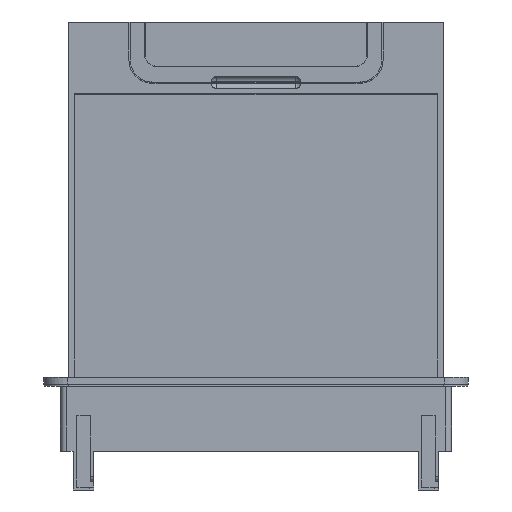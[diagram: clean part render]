
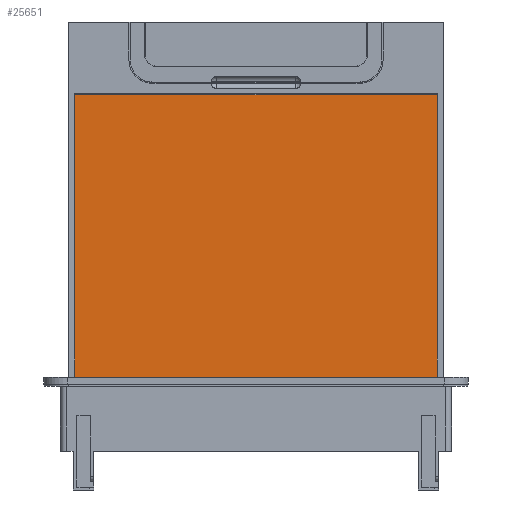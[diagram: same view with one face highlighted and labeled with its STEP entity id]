
A CAD part, front view. The second image highlights one B-rep face of the part: STEP entity #25651.
In plain terms, the highlighted face is planar.
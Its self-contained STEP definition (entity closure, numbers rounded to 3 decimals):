
#25143=CARTESIAN_POINT('Vertex',(-122.974,122.,5.1)) ;
#25146=CARTESIAN_POINT('Line Origine',(-22.77,122.,5.1)) ;
#25150=CARTESIAN_POINT('Vertex',(77.433,122.,5.1)) ;
#25206=CARTESIAN_POINT('Vertex',(77.433,-122.,5.1)) ;
#25209=CARTESIAN_POINT('Line Origine',(-22.77,-122.,5.1)) ;
#25213=CARTESIAN_POINT('Vertex',(-122.974,-122.,5.1)) ;
#25234=CARTESIAN_POINT('Line Origine',(-122.974,0.,5.1)) ;
#25635=CARTESIAN_POINT('Axis2P3D Location',(54.933,0.,5.1)) ;
#25640=CARTESIAN_POINT('Line Origine',(77.433,0.,5.1)) ;
#25147=DIRECTION('Vector Direction',(-1.,0.,0.)) ;
#25210=DIRECTION('Vector Direction',(-1.,0.,0.)) ;
#25235=DIRECTION('Vector Direction',(0.,-1.,0.)) ;
#25636=DIRECTION('Axis2P3D Direction',(0.,0.,1.)) ;
#25637=DIRECTION('Axis2P3D XDirection',(-1.,0.,0.)) ;
#25641=DIRECTION('Vector Direction',(0.,-1.,0.)) ;
#25638=AXIS2_PLACEMENT_3D('Plane Axis2P3D',#25635,#25636,#25637) ;
#25646=ORIENTED_EDGE('',*,*,#25215,.F.) ;
#25647=ORIENTED_EDGE('',*,*,#25644,.F.) ;
#25648=ORIENTED_EDGE('',*,*,#25152,.T.) ;
#25649=ORIENTED_EDGE('',*,*,#25238,.T.) ;
#25148=VECTOR('Line Direction',#25147,1.) ;
#25211=VECTOR('Line Direction',#25210,1.) ;
#25236=VECTOR('Line Direction',#25235,1.) ;
#25642=VECTOR('Line Direction',#25641,1.) ;
#25651=ADVANCED_FACE('Corps de pi\X2\00E8\X0\ce.2',(#25650),#25639,.T.) ;
#25152=EDGE_CURVE('',#25151,#25144,#25149,.T.) ;
#25215=EDGE_CURVE('',#25207,#25214,#25212,.T.) ;
#25238=EDGE_CURVE('',#25144,#25214,#25237,.T.) ;
#25644=EDGE_CURVE('',#25151,#25207,#25643,.T.) ;
#25645=EDGE_LOOP('',(#25646,#25647,#25648,#25649)) ;
#25650=FACE_OUTER_BOUND('',#25645,.T.) ;
#25149=LINE('Line',#25146,#25148) ;
#25212=LINE('Line',#25209,#25211) ;
#25237=LINE('Line',#25234,#25236) ;
#25643=LINE('Line',#25640,#25642) ;
#25639=PLANE('',#25638) ;
#25144=VERTEX_POINT('',#25143) ;
#25151=VERTEX_POINT('',#25150) ;
#25207=VERTEX_POINT('',#25206) ;
#25214=VERTEX_POINT('',#25213) ;
